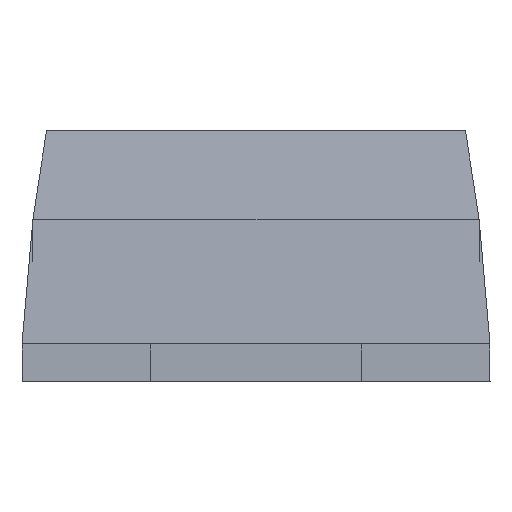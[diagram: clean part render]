
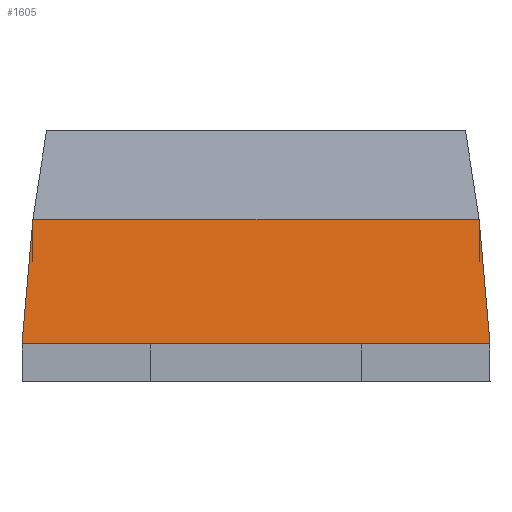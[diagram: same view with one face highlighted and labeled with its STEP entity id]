
A CAD part, left-side view. The second image highlights one B-rep face of the part: STEP entity #1605.
In plain terms, the highlighted face is planar.
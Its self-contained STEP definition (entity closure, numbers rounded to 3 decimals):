
#106=FACE_OUTER_BOUND('',#195,.T.);
#195=EDGE_LOOP('',(#1046,#1047,#1048,#1049,#1050,#1051));
#282=LINE('',#2116,#458);
#295=LINE('',#2141,#471);
#304=LINE('',#2158,#480);
#305=LINE('',#2162,#481);
#308=LINE('',#2168,#484);
#309=LINE('',#2169,#485);
#458=VECTOR('',#1783,1000.);
#471=VECTOR('',#1804,1000.);
#480=VECTOR('',#1821,1000.);
#481=VECTOR('',#1826,1000.);
#484=VECTOR('',#1831,1000.);
#485=VECTOR('',#1832,1000.);
#634=VERTEX_POINT('',#2113);
#635=VERTEX_POINT('',#2115);
#641=VERTEX_POINT('',#2133);
#643=VERTEX_POINT('',#2139);
#648=VERTEX_POINT('',#2161);
#650=VERTEX_POINT('',#2167);
#778=EDGE_CURVE('',#635,#634,#282,.T.);
#791=EDGE_CURVE('',#641,#643,#295,.T.);
#800=EDGE_CURVE('',#634,#641,#304,.T.);
#801=EDGE_CURVE('',#648,#635,#305,.T.);
#804=EDGE_CURVE('',#650,#643,#308,.T.);
#805=EDGE_CURVE('',#648,#650,#309,.T.);
#1046=ORIENTED_EDGE('',*,*,#778,.T.);
#1047=ORIENTED_EDGE('',*,*,#800,.T.);
#1048=ORIENTED_EDGE('',*,*,#791,.T.);
#1049=ORIENTED_EDGE('',*,*,#804,.F.);
#1050=ORIENTED_EDGE('',*,*,#805,.F.);
#1051=ORIENTED_EDGE('',*,*,#801,.T.);
#1453=PLANE('',#1710);
#1605=ADVANCED_FACE('',(#106),#1453,.T.);
#1710=AXIS2_PLACEMENT_3D('',#2166,#1829,#1830);
#1783=DIRECTION('',(0.,0.,1.));
#1804=DIRECTION('',(0.,0.,1.));
#1821=DIRECTION('',(0.,0.,1.));
#1826=DIRECTION('',(-0.087,-0.992,-0.087));
#1829=DIRECTION('center_axis',(-0.996,0.087,0.));
#1830=DIRECTION('ref_axis',(-0.087,-0.996,0.));
#1831=DIRECTION('',(-0.087,-0.992,0.087));
#1832=DIRECTION('',(0.,0.,1.));
#2113=CARTESIAN_POINT('',(-0.955,0.152,-0.432));
#2115=CARTESIAN_POINT('',(-0.955,0.152,-0.955));
#2116=CARTESIAN_POINT('',(-0.955,0.152,-0.432));
#2133=CARTESIAN_POINT('',(-0.955,0.152,0.432));
#2139=CARTESIAN_POINT('',(-0.955,0.152,0.955));
#2141=CARTESIAN_POINT('',(-0.955,0.152,0.955));
#2158=CARTESIAN_POINT('',(-0.955,0.152,0.432));
#2161=CARTESIAN_POINT('',(-0.911,0.66,-0.911));
#2162=CARTESIAN_POINT('',(-0.945,0.272,-0.945));
#2166=CARTESIAN_POINT('Origin',(-0.955,0.152,0.432));
#2167=CARTESIAN_POINT('',(-0.911,0.66,0.911));
#2168=CARTESIAN_POINT('',(-0.955,0.152,0.955));
#2169=CARTESIAN_POINT('',(-0.911,0.66,0.432));
